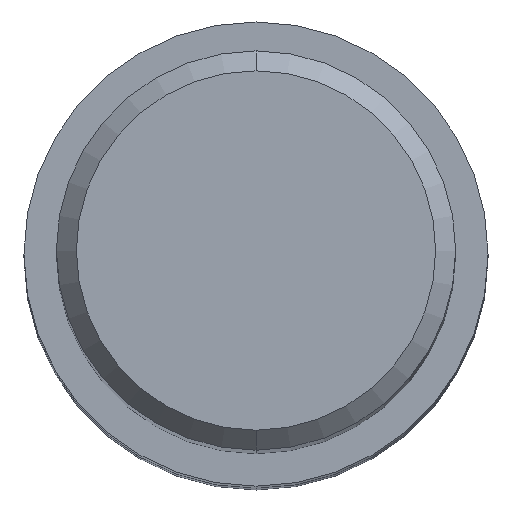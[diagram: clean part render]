
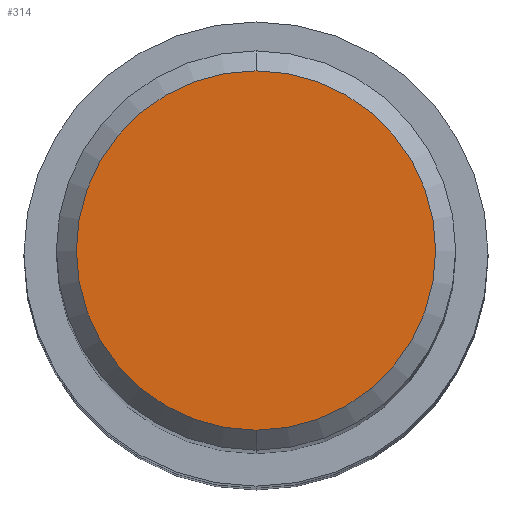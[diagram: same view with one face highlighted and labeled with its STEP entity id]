
A CAD part, top view. The second image highlights one B-rep face of the part: STEP entity #314.
In plain terms, the highlighted planar face has unit normal (0, 0, 1).
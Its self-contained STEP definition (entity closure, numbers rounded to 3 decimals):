
#176=VERTEX_POINT('',#470);
#250=EDGE_CURVE('',#176,#412,#552,.T.);
#314=ADVANCED_FACE('',(#619),#620,.T.);
#412=VERTEX_POINT('',#732);
#424=EDGE_CURVE('',#412,#176,#745,.T.);
#470=CARTESIAN_POINT('',(0.,-3.6,0.0));
#552=CIRCLE('',#999,3.6);
#619=FACE_OUTER_BOUND('',#1128,.T.);
#620=PLANE('',#1129);
#732=CARTESIAN_POINT('',(0.0,3.6,0.0));
#745=CIRCLE('',#1372,3.6);
#999=AXIS2_PLACEMENT_3D('',#1501,#1502,#1503);
#1128=EDGE_LOOP('',(#1547,#1548));
#1129=AXIS2_PLACEMENT_3D('',#1549,#1550,#1551);
#1372=AXIS2_PLACEMENT_3D('',#1722,#1723,#1724);
#1501=CARTESIAN_POINT('',(0.0,0.0,0.0));
#1502=DIRECTION('',(0.0,0.0,-1.0));
#1503=DIRECTION('',(0.0,1.0,0.0));
#1547=ORIENTED_EDGE('',*,*,#424,.F.);
#1548=ORIENTED_EDGE('',*,*,#250,.F.);
#1549=CARTESIAN_POINT('',(0.0,1.8,0.0));
#1550=DIRECTION('',(-0.0,0.0,1.0));
#1551=DIRECTION('',(0.0,-1.0,0.0));
#1722=CARTESIAN_POINT('',(0.0,0.0,0.0));
#1723=DIRECTION('',(0.0,0.0,-1.0));
#1724=DIRECTION('',(0.0,1.0,0.0));
